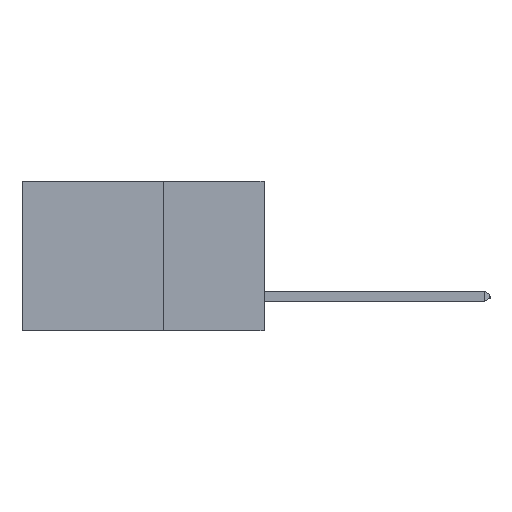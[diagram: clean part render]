
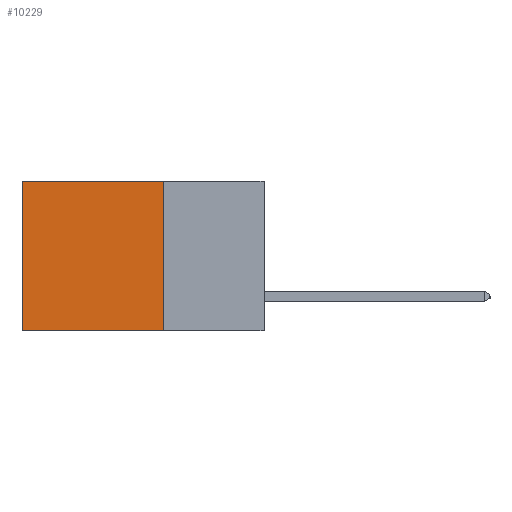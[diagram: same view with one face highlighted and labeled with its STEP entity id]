
A CAD part, left-side view. The second image highlights one B-rep face of the part: STEP entity #10229.
In plain terms, the highlighted planar face has unit normal (-1, 0, 0).
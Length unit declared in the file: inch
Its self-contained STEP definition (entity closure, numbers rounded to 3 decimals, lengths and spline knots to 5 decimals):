
#159 = EDGE_CURVE ( 'NONE', #6085, #9085, #9403, .T. ) ;
#1557 = CARTESIAN_POINT ( 'NONE',  ( 0.298, 0.25, -0.37 ) ) ;
#1763 = ORIENTED_EDGE ( 'NONE', *, *, #15490, .T. ) ;
#1944 = VERTEX_POINT ( 'NONE', #6627 ) ;
#2309 = CARTESIAN_POINT ( 'NONE',  ( 0.298, 0.25, 0. ) ) ;
#2815 = LINE ( 'NONE', #12083, #18463 ) ;
#3048 = CARTESIAN_POINT ( 'NONE',  ( 0.298, 0.25, 0. ) ) ;
#3318 = ORIENTED_EDGE ( 'NONE', *, *, #9428, .F. ) ;
#3350 = DIRECTION ( 'NONE',  ( 0., 0., -1. ) ) ;
#3767 = CARTESIAN_POINT ( 'NONE',  ( 0.298, 0.25, -0.37 ) ) ;
#4078 = CARTESIAN_POINT ( 'NONE',  ( 0.298, 0.25, 0. ) ) ;
#4373 = VERTEX_POINT ( 'NONE', #3767 ) ;
#5561 = DIRECTION ( 'NONE',  ( 1., 0., 0. ) ) ;
#5827 = VECTOR ( 'NONE', #6666, 39.37008 ) ;
#6038 = DIRECTION ( 'NONE',  ( 0., 0., -1. ) ) ;
#6085 = VERTEX_POINT ( 'NONE', #3048 ) ;
#6627 = CARTESIAN_POINT ( 'NONE',  ( 0.298, 0.6, -0.37 ) ) ;
#6666 = DIRECTION ( 'NONE',  ( 0., 1., 0. ) ) ;
#6773 = ORIENTED_EDGE ( 'NONE', *, *, #159, .T. ) ;
#7679 = FACE_OUTER_BOUND ( 'NONE', #18689, .T. ) ;
#8998 = DIRECTION ( 'NONE',  ( 0., 1., 0. ) ) ;
#9085 = VERTEX_POINT ( 'NONE', #12880 ) ;
#9403 = LINE ( 'NONE', #2309, #5827 ) ;
#9428 = EDGE_CURVE ( 'NONE', #6085, #4373, #2815, .T. ) ;
#10229 = ADVANCED_FACE ( 'NONE', ( #7679 ), #13036, .F. ) ;
#10826 = CARTESIAN_POINT ( 'NONE',  ( 0.298, 0.6, 0. ) ) ;
#12083 = CARTESIAN_POINT ( 'NONE',  ( 0.298, 0.25, 0. ) ) ;
#12286 = VECTOR ( 'NONE', #8998, 39.37008 ) ;
#12765 = LINE ( 'NONE', #1557, #12286 ) ;
#12880 = CARTESIAN_POINT ( 'NONE',  ( 0.298, 0.6, 0. ) ) ;
#13036 = PLANE ( 'NONE',  #13942 ) ;
#13057 = LINE ( 'NONE', #10826, #16399 ) ;
#13245 = ORIENTED_EDGE ( 'NONE', *, *, #17008, .F. ) ;
#13942 = AXIS2_PLACEMENT_3D ( 'NONE', #4078, #5561, #15896 ) ;
#15490 = EDGE_CURVE ( 'NONE', #9085, #1944, #13057, .T. ) ;
#15896 = DIRECTION ( 'NONE',  ( 0., 0., -1. ) ) ;
#16399 = VECTOR ( 'NONE', #3350, 39.37008 ) ;
#17008 = EDGE_CURVE ( 'NONE', #4373, #1944, #12765, .T. ) ;
#18463 = VECTOR ( 'NONE', #6038, 39.37008 ) ;
#18689 = EDGE_LOOP ( 'NONE', ( #1763, #13245, #3318, #6773 ) ) ;
